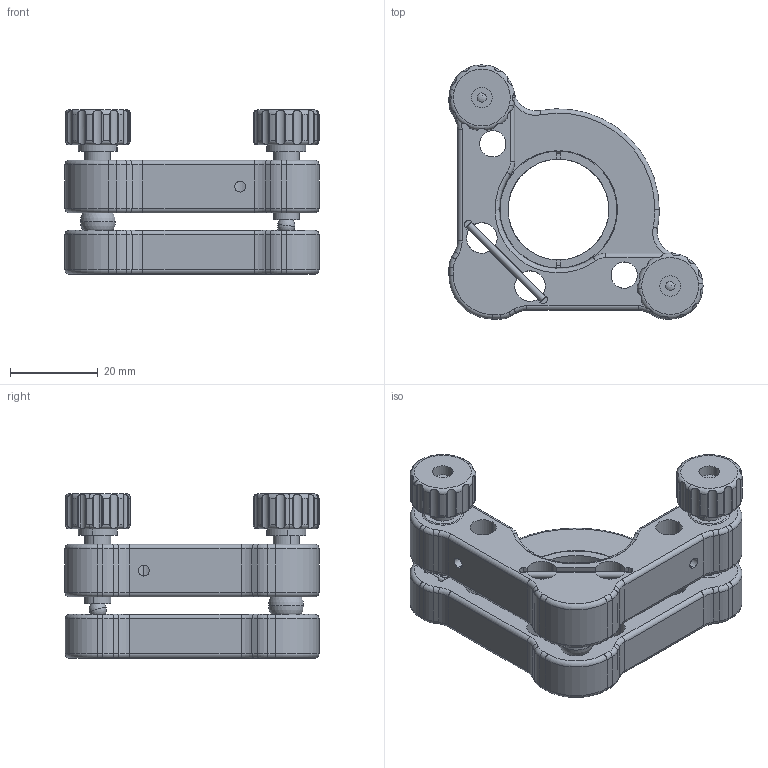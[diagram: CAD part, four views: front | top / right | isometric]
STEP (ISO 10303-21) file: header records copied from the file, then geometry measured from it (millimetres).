
FILE_DESCRIPTION (( 'STEP AP214' ), '1' );
FILE_NAME ('24CRM-1M.STEP', '2019-01-24T08:08:59', ( '' ), ( '' ), 'SwSTEP 2.0', 'SolidWorks 2016', '' );
FILE_SCHEMA (( 'AUTOMOTIVE_DESIGN' ));
Length unit declared in the file: millimetre
Products named in the file (1): 24CRM-1M
Bounding box: 58 x 58 x 37.54 mm (x, y, z)
Surface area: 17455.3 mm2 (no closed solid volume)
Topology: 0 solids, 19 shells, 423 faces, 1152 edges, 743 vertices
Faces by surface type: cylinder 249, plane 86, torus 70, cone 12, sphere 6
Entity records: 18796 total; most frequent: CARTESIAN_POINT 3413, DIRECTION 2326, ORIENTED_EDGE 2182, EDGE_CURVE 1137, AXIS2_PLACEMENT_3D 935, VERTEX_POINT 734, CIRCLE 511, EDGE_LOOP 466
